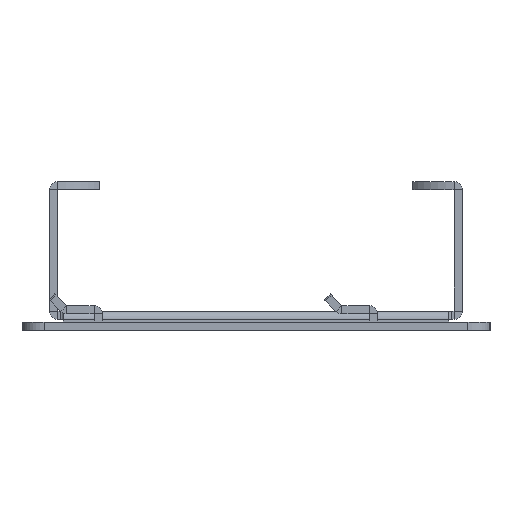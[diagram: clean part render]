
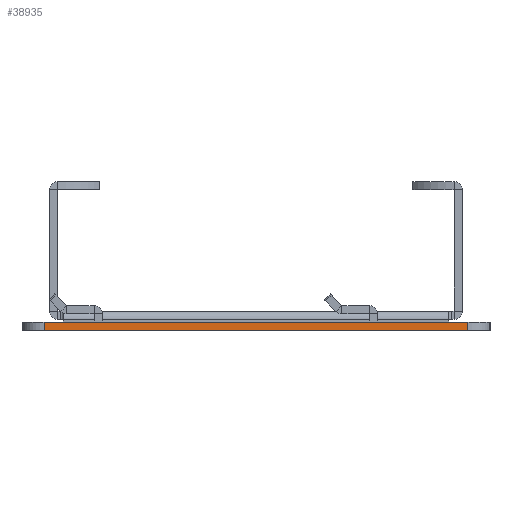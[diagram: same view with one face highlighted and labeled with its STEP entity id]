
A CAD part, left-side view. The second image highlights one B-rep face of the part: STEP entity #38935.
In plain terms, the highlighted planar face has unit normal (-1, 0, 0).
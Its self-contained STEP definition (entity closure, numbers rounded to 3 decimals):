
#4676 = CARTESIAN_POINT ( 'NONE',  ( -475.01, -38.5, -2. ) ) ;
#4766 = CARTESIAN_POINT ( 'NONE',  ( -475.01, 38.5, -0.5 ) ) ;
#4772 = CARTESIAN_POINT ( 'NONE',  ( -475.01, -38.5, -0.5 ) ) ;
#4948 = CARTESIAN_POINT ( 'NONE',  ( -475.01, 38.5, -2. ) ) ;
#10479 = CARTESIAN_POINT ( 'NONE',  ( -475.01, -66.266, -1.25 ) ) ;
#10487 = FACE_OUTER_BOUND ( 'NONE', #31564, .T. ) ;
#10488 = PLANE ( 'NONE',  #16424 ) ;
#10490 = DIRECTION ( 'NONE',  ( -1., 0., 0. ) ) ;
#10491 = DIRECTION ( 'NONE',  ( 0., 0., 1. ) ) ;
#16424 = AXIS2_PLACEMENT_3D ( 'NONE', #10479, #10490, #10491 ) ;
#17348 = LINE ( 'NONE', #17349, #24395 ) ;
#17349 = CARTESIAN_POINT ( 'NONE',  ( -475.01, -66.266, -2. ) ) ;
#17350 = DIRECTION ( 'NONE',  ( 0., -1., 0. ) ) ;
#18621 = LINE ( 'NONE', #18626, #26836 ) ;
#18626 = CARTESIAN_POINT ( 'NONE',  ( -475.01, -66.266, -0.5 ) ) ;
#18627 = DIRECTION ( 'NONE',  ( 0., 1., 0. ) ) ;
#20204 = EDGE_CURVE ( 'NONE', #29059, #29155, #43395, .T. ) ;
#20210 = EDGE_CURVE ( 'NONE', #29149, #29331, #43417, .T. ) ;
#20998 = VECTOR ( 'NONE', #43401, 1000. ) ;
#21079 = VECTOR ( 'NONE', #43422, 1000. ) ;
#24395 = VECTOR ( 'NONE', #17350, 1000. ) ;
#26836 = VECTOR ( 'NONE', #18627, 1000. ) ;
#29059 = VERTEX_POINT ( 'NONE', #4676 ) ;
#29149 = VERTEX_POINT ( 'NONE', #4766 ) ;
#29155 = VERTEX_POINT ( 'NONE', #4772 ) ;
#29331 = VERTEX_POINT ( 'NONE', #4948 ) ;
#31564 = EDGE_LOOP ( 'NONE', ( #33505, #33506, #33507, #33508 ) ) ;
#33505 = ORIENTED_EDGE ( 'NONE', *, *, #40761, .T. ) ;
#33506 = ORIENTED_EDGE ( 'NONE', *, *, #20210, .T. ) ;
#33507 = ORIENTED_EDGE ( 'NONE', *, *, #40296, .T. ) ;
#33508 = ORIENTED_EDGE ( 'NONE', *, *, #20204, .T. ) ;
#38935 = ADVANCED_FACE ( 'NONE', ( #10487 ), #10488, .T. ) ;
#40296 = EDGE_CURVE ( 'NONE', #29331, #29059, #17348, .T. ) ;
#40761 = EDGE_CURVE ( 'NONE', #29155, #29149, #18621, .T. ) ;
#43373 = CARTESIAN_POINT ( 'NONE',  ( -475.01, -38.5, -0.5 ) ) ;
#43395 = LINE ( 'NONE', #43373, #20998 ) ;
#43397 = CARTESIAN_POINT ( 'NONE',  ( -475.01, 38.5, -1.25 ) ) ;
#43401 = DIRECTION ( 'NONE',  ( 0., 0., 1. ) ) ;
#43417 = LINE ( 'NONE', #43397, #21079 ) ;
#43422 = DIRECTION ( 'NONE',  ( 0., 0., -1. ) ) ;
